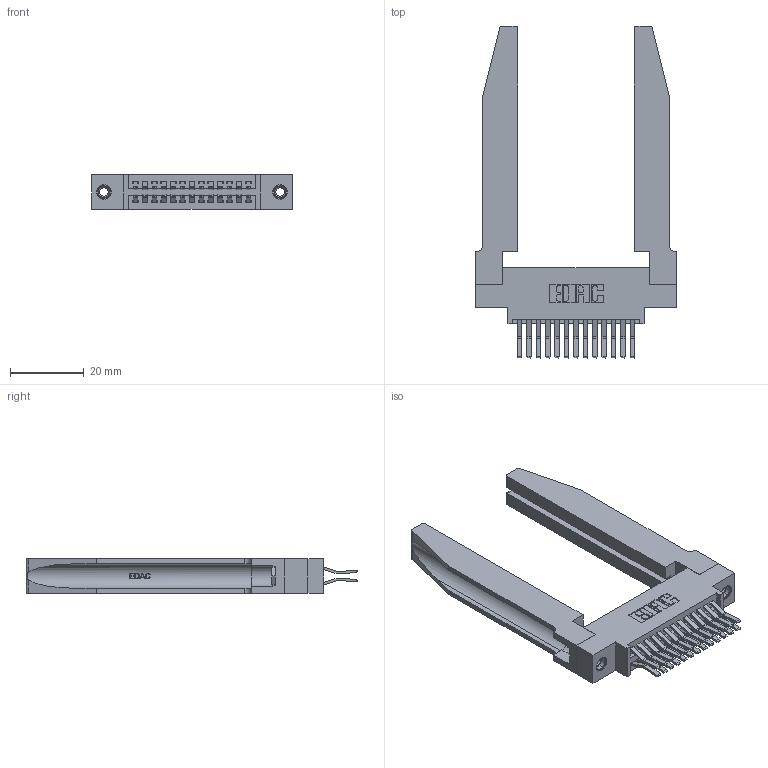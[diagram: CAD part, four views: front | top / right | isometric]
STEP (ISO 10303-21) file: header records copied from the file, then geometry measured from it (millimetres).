
FILE_DESCRIPTION (( 'STEP AP203' ), '1' );
FILE_NAME ('395-026-560-878.STEP', '2019-10-16T18:53:43', ( '' ), ( '' ), 'SwSTEP 2.0', 'SolidWorks 2016', '' );
FILE_SCHEMA (( 'CONFIG_CONTROL_DESIGN' ));
Length unit declared in the file: inch
Products named in the file (5): 345 Part_0.170 Offset - 0.156 Dia-TH; 345-292-001_560 Tail; 345-250-001_345-250-001-102; 345-220-078_345-220-078; 395-026-560-878
Assembly tree (31 placements, depth 2):
  395-026-560-878
    345 Part_0.170 Offset - 0.156 Dia-TH
    345-292-001_560 Tail  x26
    345-250-001_345-250-001-102  x2
    345-220-078_345-220-078  x2
Bounding box: 54.25 x 89.72 x 9.4 mm (x, y, z)
Volume: 12828.6 mm3; surface area: 14335.4 mm2
Topology: 31 solids, 31 shells, 1716 faces, 4991 edges, 3282 vertices
Faces by surface type: plane 1084, cylinder 580, bspline 36, cone 12, torus 4
Entity records: 19064 total; most frequent: CARTESIAN_POINT 4143, ORIENTED_EDGE 2974, DIRECTION 2685, EDGE_CURVE 1487, LINE 1205, VECTOR 1205, VERTEX_POINT 984, AXIS2_PLACEMENT_3D 740
